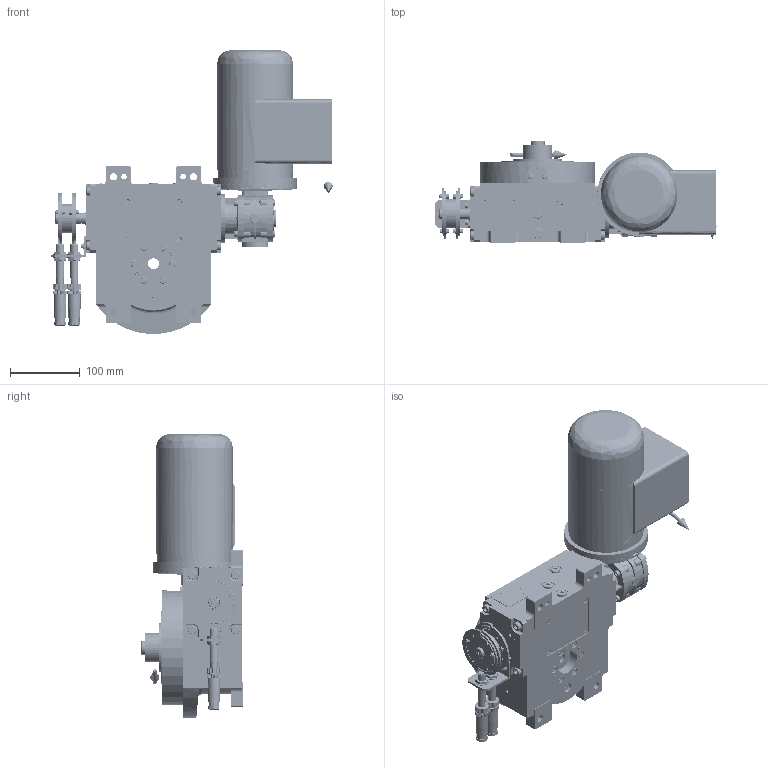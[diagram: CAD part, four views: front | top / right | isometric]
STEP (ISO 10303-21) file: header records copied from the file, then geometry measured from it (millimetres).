
FILE_DESCRIPTION (( 'STEP AP203' ), '1' );
FILE_NAME ('PC5200627.step', '2024-09-16T11:12:29', ( '' ), ( '' ), 'SwSTEP 2.0', 'SolidWorks 2020', '' );
FILE_SCHEMA (( 'CONFIG_CONTROL_DESIGN' ));
Length unit declared in the file: millimetre
Products named in the file (93): cfn2476_01_001_48x38; cfn2000_01_151; CFN2010_01_006.stp; AS_900_00_00_005; AS_rig04_071_8_m; cfn2276_01_065; cfn2104_01_002; cfn2155_01_186; CFN2000_01_185.stp; cfn2128_05_006; cfn2000_01_147; CFN2223_01-390X6-B.stp; cfn2205_01_012; AS_900_38_30_003; RMI28_FL_SX_56B5; cfn2055_01_002; rig04_007_master; CFN2356_03_051.stp; cfn2155_01_055; cfn2128_04_011; cfn2107_01_001; RIG06_021_AF0.stp; PC5200627; AS_900_38_10_028; cfn2401_02_005; cfn2400_04_024; AS_rig04_002_bl_009; cfn2003_01_063; freccia_angolare_albero; rig04_001_a_001; rig04_015; cfn2070_05_001; MA56B5; AS_rig04_004; olio_agip_blasia_150; cfn2000_01_184; CFN2203_02_001.stp; rig04_004; CFN2104_02_017.stp; AS_rig04_014 ...
Assembly tree (87 placements, depth 5):
  CFN2010_01_006.stp
  cfn2276_01_065
  CFN2223_01-390X6-B.stp
  cfn2205_01_012
  rig04_007_master
Bounding box: 404.5 x 146 x 407.87 mm (x, y, z)
Volume: 4149475.7 mm3; surface area: 666963.8 mm2
Topology: 87 solids, 87 shells, 5669 faces, 14278 edges, 9047 vertices
Faces by surface type: plane 2635, cylinder 1829, cone 953, torus 171, bspline 75, sphere 6
Entity records: 157961 total; most frequent: CARTESIAN_POINT 40737, ORIENTED_EDGE 22448, DIRECTION 22218, EDGE_CURVE 11224, AXIS2_PLACEMENT_3D 8099, VERTEX_POINT 7190, LINE 6020, VECTOR 6020
